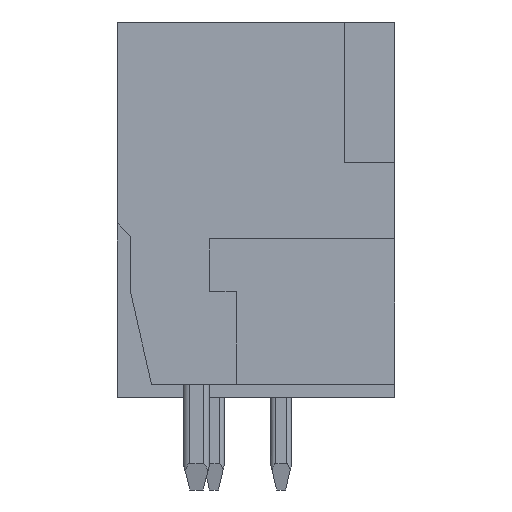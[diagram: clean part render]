
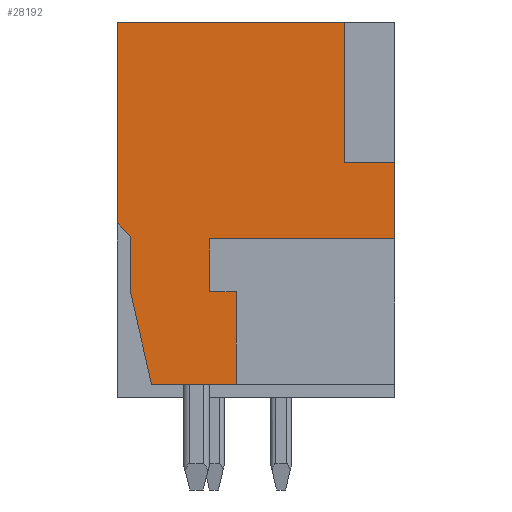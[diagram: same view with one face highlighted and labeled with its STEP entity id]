
A CAD part, front view. The second image highlights one B-rep face of the part: STEP entity #28192.
In plain terms, the highlighted planar face has unit normal (0, -1, 0).
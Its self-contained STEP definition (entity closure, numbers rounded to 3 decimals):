
#19=DIRECTION('',(1.,0.,0.));
#20=VECTOR('',#19,7.);
#21=CARTESIAN_POINT('',(-1.75,-58.39,-1.1));
#22=LINE('',#21,#20);
#546=DIRECTION('',(0.223,0.,-0.975));
#547=VECTOR('',#546,3.59);
#548=CARTESIAN_POINT('',(-4.75,-58.39,-3.1));
#549=LINE('',#548,#547);
#550=DIRECTION('',(0.,0.,1.));
#551=VECTOR('',#550,2.1);
#552=CARTESIAN_POINT('',(-4.75,-58.39,-3.1));
#553=LINE('',#552,#551);
#554=DIRECTION('',(0.707,0.,-0.707));
#555=VECTOR('',#554,0.707);
#556=CARTESIAN_POINT('',(-5.25,-58.39,-0.5));
#557=LINE('',#556,#555);
#558=DIRECTION('',(0.,0.,-1.));
#559=VECTOR('',#558,7.6);
#560=CARTESIAN_POINT('',(-5.25,-58.39,7.1));
#561=LINE('',#560,#559);
#562=DIRECTION('',(-1.,0.,0.));
#563=VECTOR('',#562,8.6);
#564=CARTESIAN_POINT('',(3.35,-58.39,7.1));
#565=LINE('',#564,#563);
#566=DIRECTION('',(0.,0.,-1.));
#567=VECTOR('',#566,5.3);
#568=CARTESIAN_POINT('',(3.35,-58.39,7.1));
#569=LINE('',#568,#567);
#570=DIRECTION('',(-1.,0.,0.));
#571=VECTOR('',#570,1.9);
#572=CARTESIAN_POINT('',(5.25,-58.39,1.8));
#573=LINE('',#572,#571);
#574=DIRECTION('',(0.,0.,1.));
#575=VECTOR('',#574,2.9);
#576=CARTESIAN_POINT('',(5.25,-58.39,-1.1));
#577=LINE('',#576,#575);
#578=DIRECTION('',(0.,0.,-1.));
#579=VECTOR('',#578,2.);
#580=CARTESIAN_POINT('',(-1.75,-58.39,-1.1));
#581=LINE('',#580,#579);
#582=DIRECTION('',(1.,0.,0.));
#583=VECTOR('',#582,1.);
#584=CARTESIAN_POINT('',(-1.75,-58.39,-3.1));
#585=LINE('',#584,#583);
#586=DIRECTION('',(0.,0.,1.));
#587=VECTOR('',#586,3.5);
#588=CARTESIAN_POINT('',(-0.75,-58.39,-6.6));
#589=LINE('',#588,#587);
#590=DIRECTION('',(1.,0.,0.));
#591=VECTOR('',#590,3.2);
#592=CARTESIAN_POINT('',(-3.95,-58.39,-6.6));
#593=LINE('',#592,#591);
#22061=CARTESIAN_POINT('',(-5.25,-58.39,7.1));
#22063=VERTEX_POINT('',#22061);
#22091=CARTESIAN_POINT('',(3.35,-58.39,7.1));
#22092=VERTEX_POINT('',#22091);
#22093=CARTESIAN_POINT('',(5.25,-58.39,1.8));
#22095=VERTEX_POINT('',#22093);
#22103=CARTESIAN_POINT('',(3.35,-58.39,1.8));
#22104=VERTEX_POINT('',#22103);
#22143=CARTESIAN_POINT('',(5.25,-58.39,-1.1));
#22144=VERTEX_POINT('',#22143);
#22149=CARTESIAN_POINT('',(-1.75,-58.39,-3.1));
#22150=CARTESIAN_POINT('',(-0.75,-58.39,-3.1));
#22151=VERTEX_POINT('',#22149);
#22152=VERTEX_POINT('',#22150);
#22155=CARTESIAN_POINT('',(-0.75,-58.39,-6.6));
#22156=VERTEX_POINT('',#22155);
#22157=CARTESIAN_POINT('',(-1.75,-58.39,-1.1));
#22158=VERTEX_POINT('',#22157);
#22161=CARTESIAN_POINT('',(-5.25,-58.39,-0.5));
#22162=CARTESIAN_POINT('',(-4.75,-58.39,-1.));
#22163=VERTEX_POINT('',#22161);
#22164=VERTEX_POINT('',#22162);
#22177=CARTESIAN_POINT('',(-4.75,-58.39,-3.1));
#22178=CARTESIAN_POINT('',(-3.95,-58.39,-6.6));
#22179=VERTEX_POINT('',#22177);
#22180=VERTEX_POINT('',#22178);
#28164=CARTESIAN_POINT('',(0.,-58.39,0.));
#28165=DIRECTION('',(0.,-1.,0.));
#28166=DIRECTION('',(1.,0.,0.));
#28167=AXIS2_PLACEMENT_3D('',#28164,#28165,#28166);
#28168=PLANE('',#28167);
#28170=ORIENTED_EDGE('',*,*,#28169,.F.);
#28172=ORIENTED_EDGE('',*,*,#28171,.T.);
#28174=ORIENTED_EDGE('',*,*,#28173,.F.);
#28176=ORIENTED_EDGE('',*,*,#28175,.F.);
#28178=ORIENTED_EDGE('',*,*,#28177,.F.);
#28180=ORIENTED_EDGE('',*,*,#28179,.T.);
#28182=ORIENTED_EDGE('',*,*,#28181,.F.);
#28184=ORIENTED_EDGE('',*,*,#28183,.F.);
#28185=ORIENTED_EDGE('',*,*,#27536,.F.);
#28186=ORIENTED_EDGE('',*,*,#27565,.T.);
#28187=ORIENTED_EDGE('',*,*,#28159,.T.);
#28188=ORIENTED_EDGE('',*,*,#28146,.F.);
#28189=ORIENTED_EDGE('',*,*,#27728,.F.);
#28190=EDGE_LOOP('',(#28170,#28172,#28174,#28176,#28178,#28180,#28182,#28184,
#28185,#28186,#28187,#28188,#28189));
#28191=FACE_OUTER_BOUND('',#28190,.F.);
#28192=ADVANCED_FACE('',(#28191),#28168,.T.);
#27536=EDGE_CURVE('',#22158,#22144,#22,.T.);
#27565=EDGE_CURVE('',#22158,#22151,#581,.T.);
#27728=EDGE_CURVE('',#22180,#22156,#593,.T.);
#28146=EDGE_CURVE('',#22156,#22152,#589,.T.);
#28159=EDGE_CURVE('',#22151,#22152,#585,.T.);
#28169=EDGE_CURVE('',#22179,#22180,#549,.T.);
#28171=EDGE_CURVE('',#22179,#22164,#553,.T.);
#28173=EDGE_CURVE('',#22163,#22164,#557,.T.);
#28175=EDGE_CURVE('',#22063,#22163,#561,.T.);
#28177=EDGE_CURVE('',#22092,#22063,#565,.T.);
#28179=EDGE_CURVE('',#22092,#22104,#569,.T.);
#28181=EDGE_CURVE('',#22095,#22104,#573,.T.);
#28183=EDGE_CURVE('',#22144,#22095,#577,.T.);
